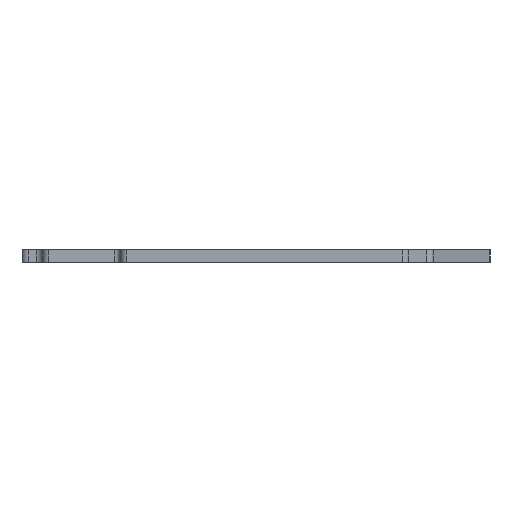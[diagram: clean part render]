
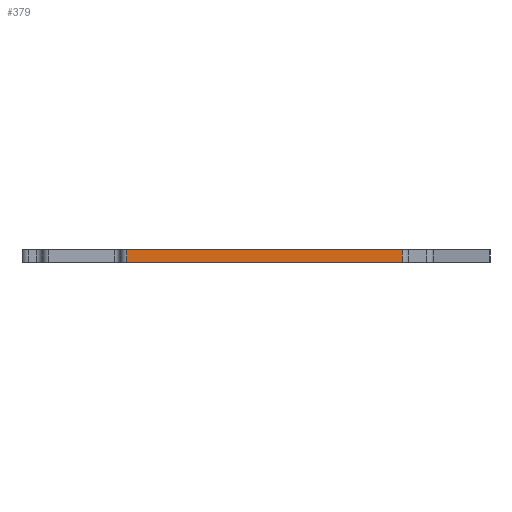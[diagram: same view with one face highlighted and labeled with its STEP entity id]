
A CAD part, left-side view. The second image highlights one B-rep face of the part: STEP entity #379.
In plain terms, the highlighted planar face has unit normal (-1, 0, 0).
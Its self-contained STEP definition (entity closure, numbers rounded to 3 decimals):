
#352 = VERTEX_POINT('',#353);
#353 = CARTESIAN_POINT('',(-47.5,22.,1.5));
#360 = EDGE_CURVE('',#361,#352,#363,.T.);
#361 = VERTEX_POINT('',#362);
#362 = CARTESIAN_POINT('',(-47.5,22.,-1.5));
#363 = LINE('',#364,#365);
#364 = CARTESIAN_POINT('',(-47.5,22.,-1.5));
#365 = VECTOR('',#366,1.);
#366 = DIRECTION('',(0.,0.,1.));
#379 = ADVANCED_FACE('',(#380),#405,.F.);
#380 = FACE_BOUND('',#381,.F.);
#381 = EDGE_LOOP('',(#382,#383,#391,#399));
#382 = ORIENTED_EDGE('',*,*,#360,.T.);
#383 = ORIENTED_EDGE('',*,*,#384,.T.);
#384 = EDGE_CURVE('',#352,#385,#387,.T.);
#385 = VERTEX_POINT('',#386);
#386 = CARTESIAN_POINT('',(-47.5,-45.,1.5));
#387 = LINE('',#388,#389);
#388 = CARTESIAN_POINT('',(-47.5,22.,1.5));
#389 = VECTOR('',#390,1.);
#390 = DIRECTION('',(0.,-1.,0.));
#391 = ORIENTED_EDGE('',*,*,#392,.F.);
#392 = EDGE_CURVE('',#393,#385,#395,.T.);
#393 = VERTEX_POINT('',#394);
#394 = CARTESIAN_POINT('',(-47.5,-45.,-1.5));
#395 = LINE('',#396,#397);
#396 = CARTESIAN_POINT('',(-47.5,-45.,-1.5));
#397 = VECTOR('',#398,1.);
#398 = DIRECTION('',(0.,0.,1.));
#399 = ORIENTED_EDGE('',*,*,#400,.F.);
#400 = EDGE_CURVE('',#361,#393,#401,.T.);
#401 = LINE('',#402,#403);
#402 = CARTESIAN_POINT('',(-47.5,22.,-1.5));
#403 = VECTOR('',#404,1.);
#404 = DIRECTION('',(0.,-1.,0.));
#405 = PLANE('',#406);
#406 = AXIS2_PLACEMENT_3D('',#407,#408,#409);
#407 = CARTESIAN_POINT('',(-47.5,22.,-1.5));
#408 = DIRECTION('',(1.,0.,-0.));
#409 = DIRECTION('',(0.,-1.,0.));
